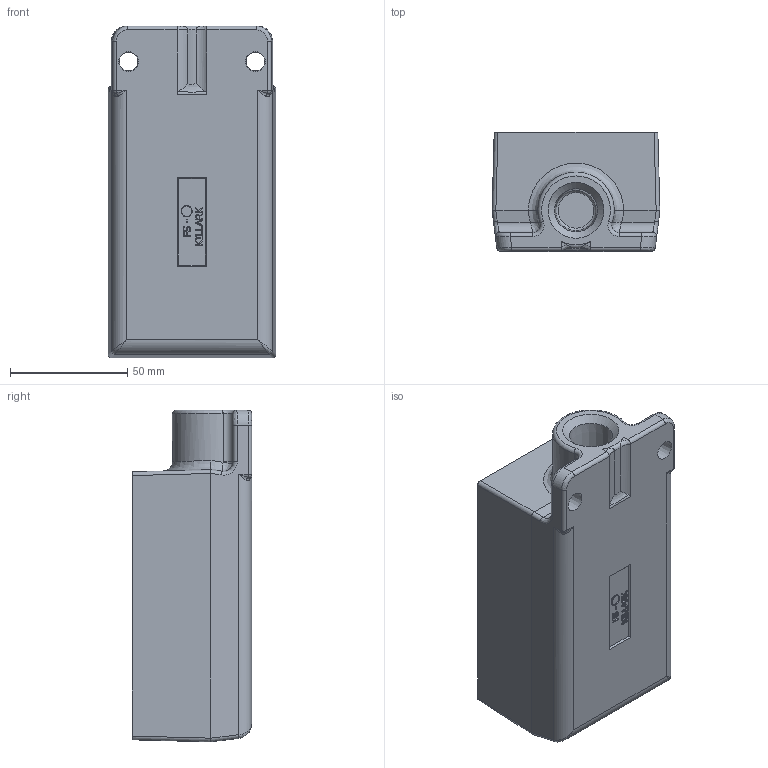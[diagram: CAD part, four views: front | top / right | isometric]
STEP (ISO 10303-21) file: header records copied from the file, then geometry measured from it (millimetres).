
FILE_DESCRIPTION(/* description */ ('FS-1 OUTLET BOX ASS''Y'),/* implementation_level */ '2;1');
FILE_NAME(/* name */ 'KIL_FS-1.stp',/* time_stamp */ '2020-10-15T17:07:57+06:00',/* author */ ('kr'),/* organization */ (''),/* preprocessor_version */ 'ST-DEVELOPER v18',/* originating_system */ 'Autodesk Inventor 2020',/* authorisation */ '');
FILE_SCHEMA (('AUTOMOTIVE_DESIGN { 1 0 10303 214 3 1 1 }'));
Products named in the file (5): 15139AAAM; 0067030M; 0067026C; 0067025C; N/A
Assembly tree (4 placements, depth 2):
  15139AAAM
    0067030M
    0067026C
    0067025C
    N/A
Bounding box: 71.44 x 50.8 x 141.29 mm (x, y, z)
Volume: 104802 mm3; surface area: 62798.2 mm2
Topology: 4 solids, 4 shells, 1356 faces, 3762 edges, 2506 vertices
Faces by surface type: plane 817, bspline 411, cylinder 105, cone 12, torus 8, sphere 3
Full cylindrical faces by diameter (mm): 1.455 x1, 2.642 x6, 3.451 x7, 3.683 x1, 4.445 x1, 4.763 x1, 4.826 x7, 9.474 x1, 10.347 x1, 12.698 x1, 15.113 x1
Entity records: 50088 total; most frequent: CARTESIAN_POINT 16846, ORIENTED_EDGE 7496, DIRECTION 5002, EDGE_CURVE 3748, LINE 2560, VECTOR 2560, VERTEX_POINT 2506, EDGE_LOOP 1482
